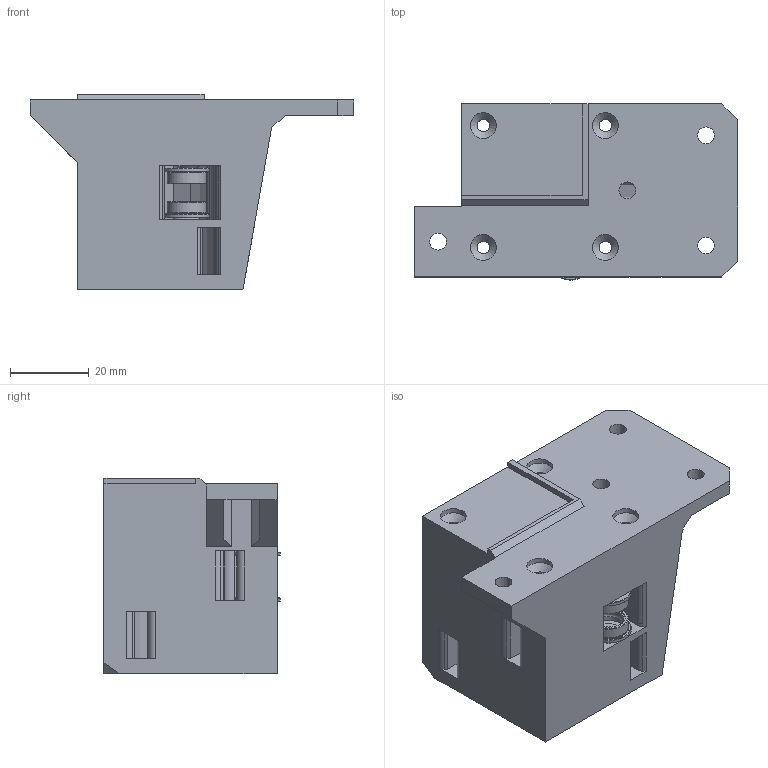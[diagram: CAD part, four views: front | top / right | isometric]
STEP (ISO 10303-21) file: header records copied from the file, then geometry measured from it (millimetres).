
FILE_DESCRIPTION(/* description */ (''),/* implementation_level */ '2;1');
FILE_NAME(/* name */ 'test2-01-08-01 - U axis motor mount.stp',/* time_stamp */ '2024-03-13T18:00:00+03:00',/* author */ (''),/* organization */ (''),/* preprocessor_version */ 'ST-DEVELOPER v20',/* originating_system */ 'SIEMENS PLM Software NX2312.4001',/* authorisation */ '');
FILE_SCHEMA (('AUTOMOTIVE_DESIGN { 1 0 10303 214 3 1 1 1 }'));
Length unit declared in the file: millimetre
Products named in the file (1): test2-01-08-01 - U axis motor mount
Bounding box: 82.11 x 44.75 x 49.8 mm (x, y, z)
Volume: 70291.1 mm3; surface area: 23007.8 mm2
Topology: 3 solids, 3 shells, 147 faces, 422 edges, 288 vertices
Faces by surface type: plane 79, cylinder 46, cone 17, extrusion 3, torus 2
Full cylindrical faces by diameter (mm): 2.7 x1, 3.1 x1, 3.2 x4, 4.3 x4, 6.6 x5, 7.9 x4, 8.6 x4, 9.823 x2, 10 x2, 11.5 x2
Entity records: 4757 total; most frequent: DIRECTION 831, CARTESIAN_POINT 827, ORIENTED_EDGE 768, EDGE_CURVE 384, AXIS2_PLACEMENT_3D 303, VERTEX_POINT 274, VECTOR 225, LINE 222
